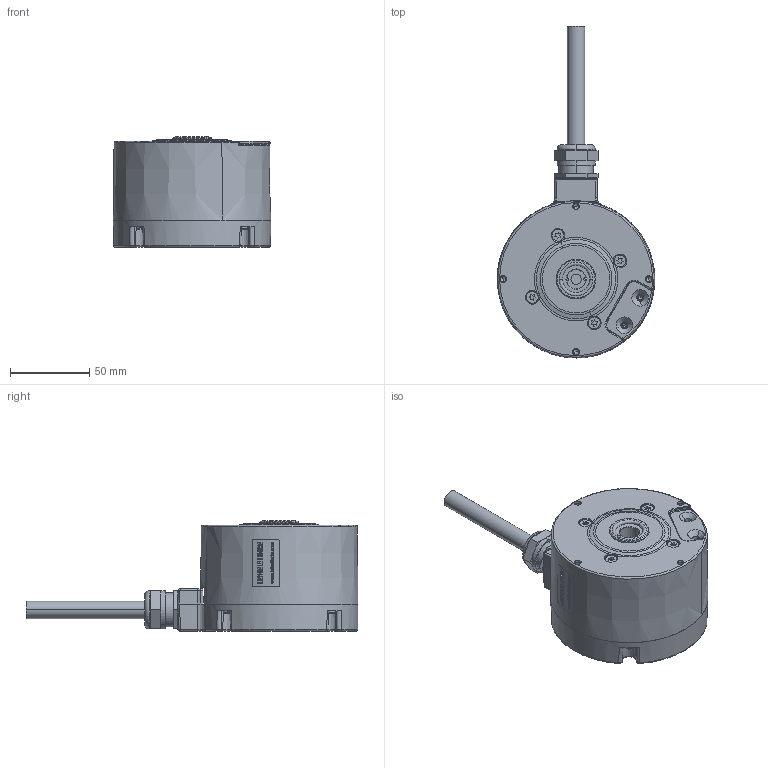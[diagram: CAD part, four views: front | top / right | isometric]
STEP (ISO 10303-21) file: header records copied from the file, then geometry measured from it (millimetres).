
FILE_DESCRIPTION((''),'2;1');
FILE_NAME('734321','2010-11-30T',('se2802'),(''),'PRO/ENGINEER BY PARAMETRIC TECHNOLOGY CORPORATION, 2010180','PRO/ENGINEER BY PARAMETRIC TECHNOLOGY CORPORATION, 2010180','');
FILE_SCHEMA(('CONFIG_CONTROL_DESIGN'));
Length unit declared in the file: millimetre
Products named in the file (1): 734321
Bounding box: 99.59 x 209.75 x 69.8 mm (x, y, z)
Volume: 252577.1 mm3; surface area: 98539.9 mm2
Topology: 2 solids, 3 shells, 1572 faces, 3983 edges, 2486 vertices
Faces by surface type: plane 457, extrusion 324, cylinder 283, cone 253, torus 117, bspline 108, sphere 30
Entity records: 57908 total; most frequent: CARTESIAN_POINT 22466, ORIENTED_EDGE 7914, DIRECTION 6305, EDGE_CURVE 3957, VERTEX_POINT 2487, AXIS2_PLACEMENT_3D 2265, VECTOR 1775, B_SPLINE_CURVE_WITH_KNOTS 1705
